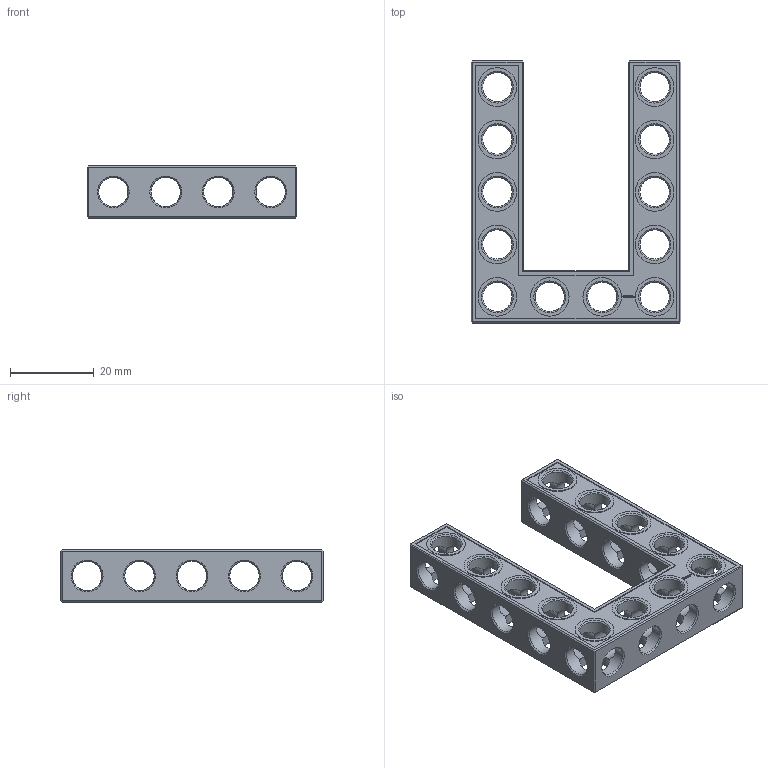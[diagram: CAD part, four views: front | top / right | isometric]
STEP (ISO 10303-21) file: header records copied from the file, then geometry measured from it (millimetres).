
FILE_DESCRIPTION(('FreeCAD Model'),'2;1');
FILE_NAME('Open CASCADE Shape Model','2022-02-23T00:06:10',( 'Paulo Kiefe'),('STEMFIE.org'),'Open CASCADE STEP processor 7.4', 'FreeCAD','Unknown');
FILE_SCHEMA(('AUTOMOTIVE_DESIGN { 1 0 10303 214 1 1 1 1 }'));
Products named in the file (1): Beam_AGD_ESS_USH_SYM_BU04x05x01_-_SPN-BEM-0323_(stemfie.org)
Bounding box: 50 x 62.5 x 12.5 mm (x, y, z)
Volume: 11725.7 mm3; surface area: 10614.5 mm2
Topology: 1 solids, 1 shells, 700 faces, 2015 edges, 1313 vertices
Faces by surface type: plane 389, extrusion 188, cylinder 73, cone 50
Full cylindrical faces by diameter (mm): 6.98 x12, 7 x49, 9.2 x12
Entity records: 89403 total; most frequent: CARTESIAN_POINT 51493, DIRECTION 6003, VECTOR 4457, LINE 4269, ORIENTED_EDGE 4030, PCURVE 4030, DEFINITIONAL_REPRESENTATION 4030, EDGE_CURVE 2015
